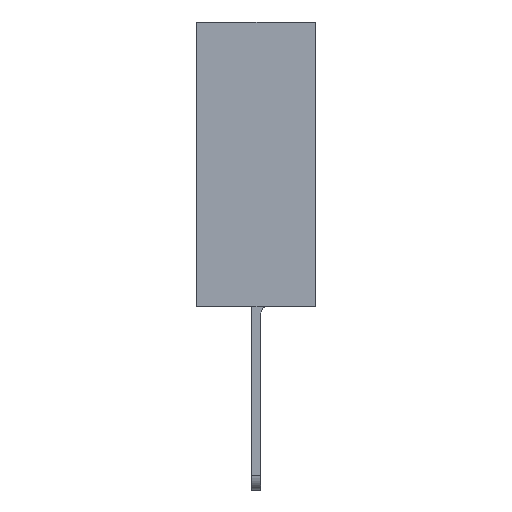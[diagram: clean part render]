
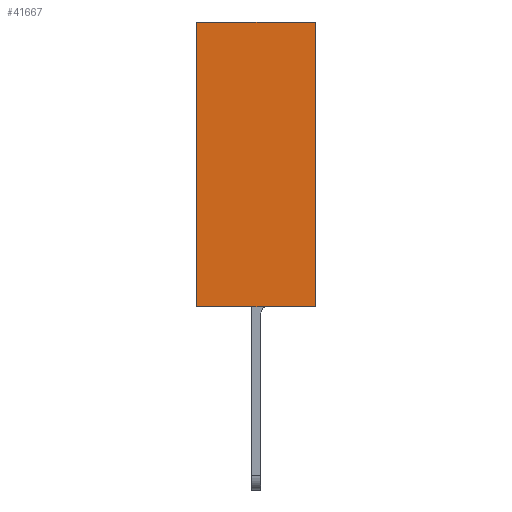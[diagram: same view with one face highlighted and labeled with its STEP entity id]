
A CAD part, left-side view. The second image highlights one B-rep face of the part: STEP entity #41667.
In plain terms, the highlighted planar face has unit normal (-1, 0, 0).
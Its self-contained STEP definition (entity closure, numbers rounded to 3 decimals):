
#574 = AXIS2_PLACEMENT_3D ( 'NONE', #15482, #39463, #43111 ) ;
#1223 = EDGE_CURVE ( 'NONE', #45358, #33262, #8551, .T. ) ;
#5710 = VECTOR ( 'NONE', #25634, 1000. ) ;
#5826 = VERTEX_POINT ( 'NONE', #10182 ) ;
#8551 = LINE ( 'NONE', #40093, #5710 ) ;
#8876 = CARTESIAN_POINT ( 'NONE',  ( -25.75, 0.905, 4.35 ) ) ;
#10156 = VECTOR ( 'NONE', #33656, 1000. ) ;
#10182 = CARTESIAN_POINT ( 'NONE',  ( -25.75, -0.905, 0. ) ) ;
#10764 = ORIENTED_EDGE ( 'NONE', *, *, #18107, .F. ) ;
#13854 = LINE ( 'NONE', #27907, #42006 ) ;
#15482 = CARTESIAN_POINT ( 'NONE',  ( -25.75, -0.508, 4.35 ) ) ;
#15960 = CARTESIAN_POINT ( 'NONE',  ( -25.75, -0.905, 4.35 ) ) ;
#16243 = ORIENTED_EDGE ( 'NONE', *, *, #1223, .T. ) ;
#17828 = VERTEX_POINT ( 'NONE', #15960 ) ;
#18107 = EDGE_CURVE ( 'NONE', #17828, #5826, #36650, .T. ) ;
#22160 = FACE_OUTER_BOUND ( 'NONE', #29491, .T. ) ;
#22796 = CARTESIAN_POINT ( 'NONE',  ( -25.75, -0.905, 4.35 ) ) ;
#24148 = LINE ( 'NONE', #27627, #27536 ) ;
#25634 = DIRECTION ( 'NONE',  ( 0., 0., -1. ) ) ;
#26127 = PLANE ( 'NONE',  #574 ) ;
#27536 = VECTOR ( 'NONE', #41852, 1000. ) ;
#27627 = CARTESIAN_POINT ( 'NONE',  ( -25.75, -0.508, 4.35 ) ) ;
#27907 = CARTESIAN_POINT ( 'NONE',  ( -25.75, -0.508, 0. ) ) ;
#29470 = EDGE_CURVE ( 'NONE', #5826, #33262, #13854, .T. ) ;
#29491 = EDGE_LOOP ( 'NONE', ( #33100, #10764, #43601, #16243 ) ) ;
#30905 = DIRECTION ( 'NONE',  ( 0., 1., 0. ) ) ;
#31455 = CARTESIAN_POINT ( 'NONE',  ( -25.75, 0.905, 0. ) ) ;
#33100 = ORIENTED_EDGE ( 'NONE', *, *, #29470, .F. ) ;
#33262 = VERTEX_POINT ( 'NONE', #31455 ) ;
#33656 = DIRECTION ( 'NONE',  ( 0., 0., -1. ) ) ;
#36268 = EDGE_CURVE ( 'NONE', #17828, #45358, #24148, .T. ) ;
#36650 = LINE ( 'NONE', #22796, #10156 ) ;
#39463 = DIRECTION ( 'NONE',  ( -1., 0., 0. ) ) ;
#40093 = CARTESIAN_POINT ( 'NONE',  ( -25.75, 0.905, 4.35 ) ) ;
#41667 = ADVANCED_FACE ( 'NONE', ( #22160 ), #26127, .T. ) ;
#41852 = DIRECTION ( 'NONE',  ( 0., 1., 0. ) ) ;
#42006 = VECTOR ( 'NONE', #30905, 1000. ) ;
#43111 = DIRECTION ( 'NONE',  ( 0., -1., 0. ) ) ;
#43601 = ORIENTED_EDGE ( 'NONE', *, *, #36268, .T. ) ;
#45358 = VERTEX_POINT ( 'NONE', #8876 ) ;
